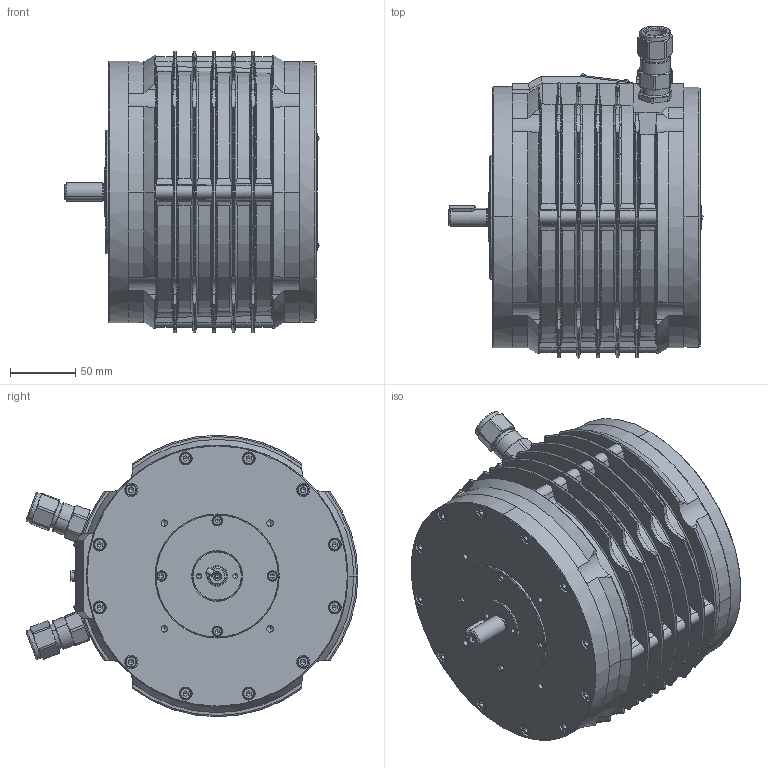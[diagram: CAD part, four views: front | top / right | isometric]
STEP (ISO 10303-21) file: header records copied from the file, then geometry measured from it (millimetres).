
FILE_DESCRIPTION((''),'2;1');
FILE_NAME('MA-10 Ex d IIC T3 B14 - Resolver 2T8.stp','2014-05-20T12:06:10',('arodrigo'),(''),'Autodesk Inventor 9','Autodesk Inventor 9','');
FILE_SCHEMA(('AUTOMOTIVE_DESIGN { 1 0 10303 214 1 1 1 1 }'));
Length unit declared in the file: millimetre
Products named in the file (1): Pieza1
Bounding box: 195.18 x 255.05 x 216.39 mm (x, y, z)
Volume: 5246652.7 mm3; surface area: 431395.1 mm2
Topology: 43 solids, 43 shells, 1631 faces, 4292 edges, 2793 vertices
Faces by surface type: plane 609, cylinder 350, bspline 324, cone 192, torus 148, sphere 8
Entity records: 59231 total; most frequent: CARTESIAN_POINT 21606, ORIENTED_EDGE 8416, DIRECTION 7322, EDGE_CURVE 4208, AXIS2_PLACEMENT_3D 2921, VERTEX_POINT 2793, EDGE_LOOP 1841, FACE_OUTER_BOUND 1631
